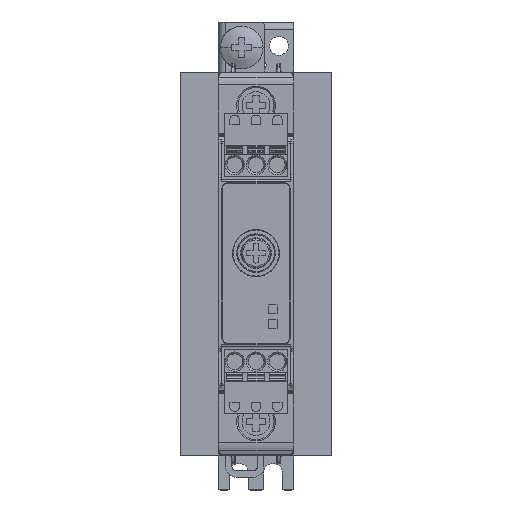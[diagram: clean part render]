
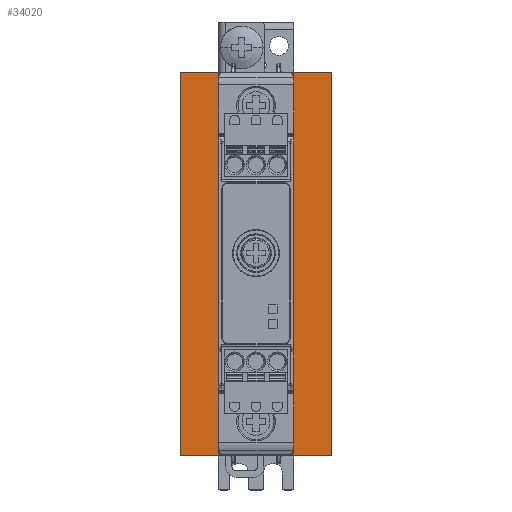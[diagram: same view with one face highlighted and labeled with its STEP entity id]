
A CAD part, top view. The second image highlights one B-rep face of the part: STEP entity #34020.
In plain terms, the highlighted planar face has unit normal (0, 0, 1).
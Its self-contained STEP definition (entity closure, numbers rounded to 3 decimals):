
#29070=CARTESIAN_POINT('',(6.8,-43.453,85.));
#29071=VERTEX_POINT('',#29070);
#29072=CARTESIAN_POINT('',(-6.8,-43.453,85.));
#29073=VERTEX_POINT('',#29072);
#29074=CARTESIAN_POINT('',(6.8,-43.453,85.));
#29075=DIRECTION('',(-1.0,0.0,0.0));
#29076=VECTOR('',#29075,13.6);
#29077=LINE('',#29074,#29076);
#29078=EDGE_CURVE('',#29071,#29073,#29077,.T.);
#31269=CARTESIAN_POINT('',(6.8,43.453,85.));
#31270=VERTEX_POINT('',#31269);
#31271=CARTESIAN_POINT('',(6.8,43.453,85.));
#31272=DIRECTION('',(0.0,-1.0,0.0));
#31273=VECTOR('',#31272,86.906);
#31274=LINE('',#31271,#31273);
#31275=EDGE_CURVE('',#31270,#29071,#31274,.T.);
#31291=CARTESIAN_POINT('',(-6.8,43.453,85.));
#31292=VERTEX_POINT('',#31291);
#31293=CARTESIAN_POINT('',(-6.8,-43.453,85.));
#31294=DIRECTION('',(0.0,1.0,0.0));
#31295=VECTOR('',#31294,86.906);
#31296=LINE('',#31293,#31295);
#31297=EDGE_CURVE('',#29073,#31292,#31296,.T.);
#31919=CARTESIAN_POINT('',(-6.8,43.453,85.));
#31920=DIRECTION('',(1.0,0.0,0.0));
#31921=VECTOR('',#31920,13.6);
#31922=LINE('',#31919,#31921);
#31923=EDGE_CURVE('',#31292,#31270,#31922,.T.);
#33975=CARTESIAN_POINT('',(17.7,-45.,85.));
#33976=DIRECTION('',(0.0,0.0,1.0));
#33977=DIRECTION('',(-1.0,0.0,0.0));
#33978=AXIS2_PLACEMENT_3D('',#33975,#33976,#33977);
#33979=PLANE('',#33978);
#33980=CARTESIAN_POINT('',(17.7,45.,85.));
#33981=VERTEX_POINT('',#33980);
#33982=CARTESIAN_POINT('',(-17.7,45.,85.));
#33983=VERTEX_POINT('',#33982);
#33984=CARTESIAN_POINT('',(17.7,45.,85.));
#33985=DIRECTION('',(-1.0,0.0,0.0));
#33986=VECTOR('',#33985,35.4);
#33987=LINE('',#33984,#33986);
#33988=EDGE_CURVE('',#33981,#33983,#33987,.T.);
#33989=ORIENTED_EDGE('',*,*,#33988,.T.);
#33990=CARTESIAN_POINT('',(-17.7,-45.,85.));
#33991=VERTEX_POINT('',#33990);
#33992=CARTESIAN_POINT('',(-17.7,-45.,85.));
#33993=DIRECTION('',(0.0,1.0,0.0));
#33994=VECTOR('',#33993,90.);
#33995=LINE('',#33992,#33994);
#33996=EDGE_CURVE('',#33991,#33983,#33995,.T.);
#33997=ORIENTED_EDGE('',*,*,#33996,.F.);
#33998=CARTESIAN_POINT('',(17.7,-45.,85.));
#33999=VERTEX_POINT('',#33998);
#34000=CARTESIAN_POINT('',(17.7,-45.,85.));
#34001=DIRECTION('',(-1.0,0.0,0.0));
#34002=VECTOR('',#34001,35.4);
#34003=LINE('',#34000,#34002);
#34004=EDGE_CURVE('',#33999,#33991,#34003,.T.);
#34005=ORIENTED_EDGE('',*,*,#34004,.F.);
#34006=CARTESIAN_POINT('',(17.7,-45.,85.));
#34007=DIRECTION('',(0.0,1.0,0.0));
#34008=VECTOR('',#34007,90.);
#34009=LINE('',#34006,#34008);
#34010=EDGE_CURVE('',#33999,#33981,#34009,.T.);
#34011=ORIENTED_EDGE('',*,*,#34010,.T.);
#34012=EDGE_LOOP('',(#33989,#33997,#34005,#34011));
#34013=FACE_OUTER_BOUND('',#34012,.T.);
#34014=ORIENTED_EDGE('',*,*,#29078,.T.);
#34015=ORIENTED_EDGE('',*,*,#31297,.T.);
#34016=ORIENTED_EDGE('',*,*,#31923,.T.);
#34017=ORIENTED_EDGE('',*,*,#31275,.T.);
#34018=EDGE_LOOP('',(#34014,#34015,#34016,#34017));
#34019=FACE_BOUND('',#34018,.T.);
#34020=ADVANCED_FACE('',(#34013,#34019),#33979,.T.);
